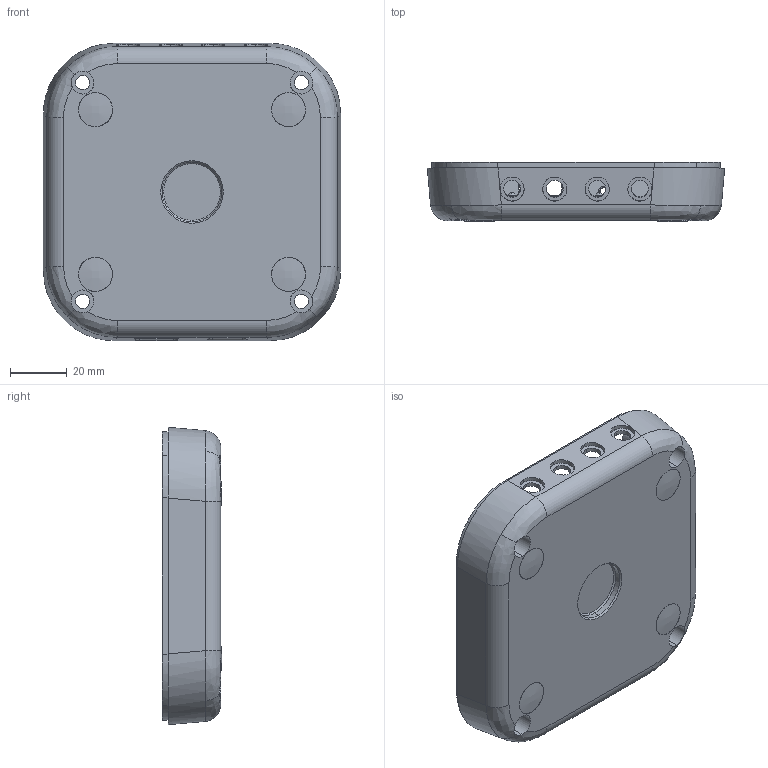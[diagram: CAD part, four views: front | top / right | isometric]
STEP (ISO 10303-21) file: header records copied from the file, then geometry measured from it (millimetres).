
FILE_DESCRIPTION(('CATIA V5 STEP Exchange'),'2;1');
FILE_NAME('Halter_Innenleben.stp','2015-12-28T22:12:38+00:00',('none'),('none'),'CATIA Version 5 Release 19 SP 9 (IN-10)','CATIA V5 STEP AP203','none');
FILE_SCHEMA(('CONFIG_CONTROL_DESIGN'));
Length unit declared in the file: millimetre
Products named in the file (1): Halter_Innenleben
Bounding box: 104.65 x 20.81 x 104.65 mm (x, y, z)
Volume: 56102.7 mm3; surface area: 35634.1 mm2
Topology: 1 solids, 1 shells, 517 faces, 1308 edges, 795 vertices
Faces by surface type: cylinder 191, bspline 116, plane 98, torus 52, cone 42, sphere 11, revolution 7
Entity records: 18769 total; most frequent: CARTESIAN_POINT 8133, ORIENTED_EDGE 2572, DIRECTION 1595, EDGE_CURVE 1286, VERTEX_POINT 795, AXIS2_PLACEMENT_3D 769, EDGE_LOOP 561, ADVANCED_FACE 517
